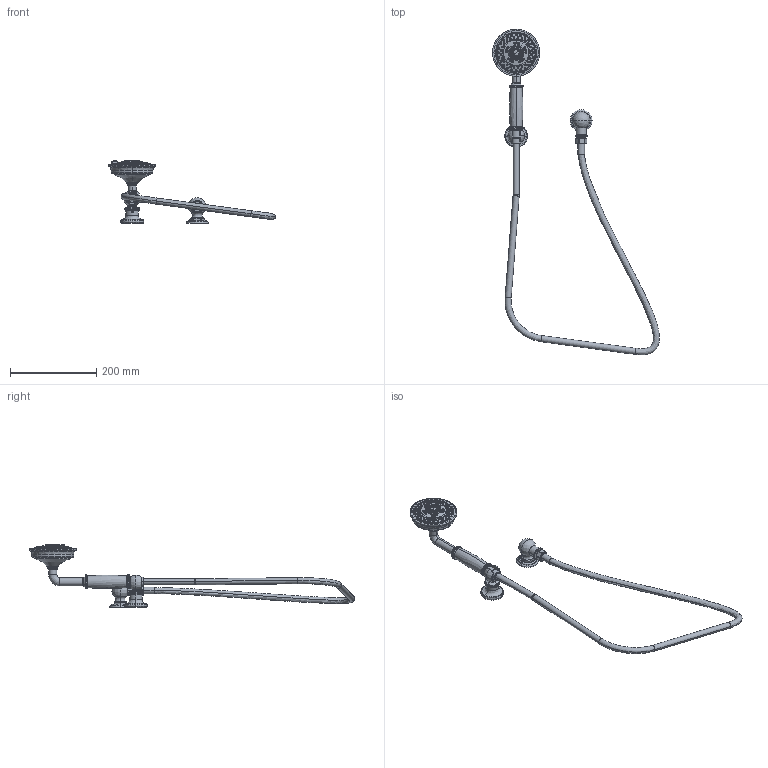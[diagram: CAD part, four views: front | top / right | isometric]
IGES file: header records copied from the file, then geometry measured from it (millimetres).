
Start section:  PTC IGES file: 280g.igs
Global section: file name: 280g.igs; native system: Creo Parametric by PTC Inc.; preprocessor: 2018400; author: jinson.thomas; organization: Unknown; date: 20201210.165240; units: inch
Bounding box: 387.12 x 755.78 x 146.21 mm (x, y, z)
Volume: 672241.2 mm3; surface area: 138336.9 mm2
Topology: 2 solids, 2 shells, 1308 faces, 2836 edges, 1695 vertices
Faces by surface type: revolution 1034, bspline 274
